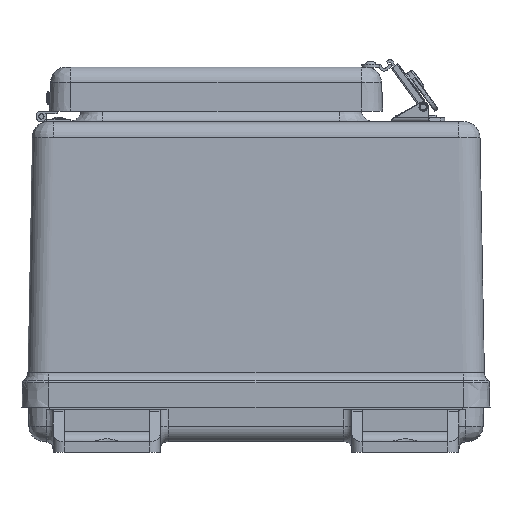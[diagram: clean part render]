
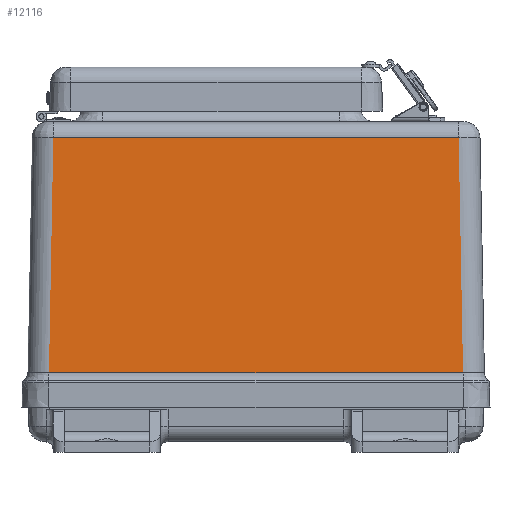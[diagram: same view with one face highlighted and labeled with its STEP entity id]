
A CAD part, front view. The second image highlights one B-rep face of the part: STEP entity #12116.
In plain terms, the highlighted planar face has unit normal (0, -1, 0.019).
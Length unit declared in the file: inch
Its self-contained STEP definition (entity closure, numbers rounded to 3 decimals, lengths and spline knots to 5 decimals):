
#483=LINE($,#18669,#1409);
#504=LINE($,#19252,#1430);
#505=LINE($,#19254,#1431);
#537=LINE($,#19938,#1463);
#538=LINE($,#19939,#1464);
#620=LINE($,#21373,#1546);
#622=LINE($,#21450,#1548);
#623=LINE($,#21451,#1549);
#1409=VECTOR($,#14346,9.70499);
#1430=VECTOR($,#14397,0.01023);
#1431=VECTOR($,#14398,0.00004);
#1463=VECTOR($,#14454,0.00004);
#1464=VECTOR($,#14455,0.01023);
#1546=VECTOR($,#14813,9.50023);
#1548=VECTOR($,#14823,5.50888);
#1549=VECTOR($,#14824,5.50888);
#2429=PLANE($,#12964);
#3059=FACE_OUTER_BOUND($,#3838,.T.);
#3838=EDGE_LOOP($,(#8872,#8873,#8874,#8875,#8876,#8877,#8878,#8879));
#5358=VERTEX_POINT($,#18645);
#5362=VERTEX_POINT($,#18667);
#5388=VERTEX_POINT($,#19251);
#5389=VERTEX_POINT($,#19253);
#5421=VERTEX_POINT($,#19929);
#5422=VERTEX_POINT($,#19937);
#5513=VERTEX_POINT($,#21294);
#5515=VERTEX_POINT($,#21371);
#6529=EDGE_CURVE($,#5362,#5358,#483,.T.);
#6568=EDGE_CURVE($,#5358,#5388,#504,.T.);
#6569=EDGE_CURVE($,#5389,#5388,#505,.T.);
#6622=EDGE_CURVE($,#5422,#5421,#537,.T.);
#6623=EDGE_CURVE($,#5362,#5422,#538,.T.);
#6790=EDGE_CURVE($,#5513,#5515,#620,.T.);
#6794=EDGE_CURVE($,#5515,#5421,#622,.T.);
#6795=EDGE_CURVE($,#5389,#5513,#623,.T.);
#8872=ORIENTED_EDGE($,*,*,#6529,.F.);
#8873=ORIENTED_EDGE($,*,*,#6623,.T.);
#8874=ORIENTED_EDGE($,*,*,#6622,.T.);
#8875=ORIENTED_EDGE($,*,*,#6794,.F.);
#8876=ORIENTED_EDGE($,*,*,#6790,.F.);
#8877=ORIENTED_EDGE($,*,*,#6795,.F.);
#8878=ORIENTED_EDGE($,*,*,#6569,.T.);
#8879=ORIENTED_EDGE($,*,*,#6568,.F.);
#12116=ADVANCED_FACE($,(#3059),#2429,.T.);
#12964=AXIS2_PLACEMENT_3D($,#21449,#14821,#14822);
#14346=DIRECTION($,(-1.,0.,0.));
#14397=DIRECTION($,(0.,0.019,1.));
#14398=DIRECTION($,(1.,0.,0.));
#14454=DIRECTION($,(1.,0.,0.));
#14455=DIRECTION($,(0.,0.019,1.));
#14813=DIRECTION($,(1.,0.,0.));
#14821=DIRECTION('center_axis',(0.,-1.,0.019));
#14822=DIRECTION('ref_axis',(0.,-0.019,-1.));
#14823=DIRECTION($,(0.019,-0.019,-1.));
#14824=DIRECTION($,(0.019,0.019,1.));
#18645=CARTESIAN_POINT('',(-4.85249,-8.17439,-0.01022));
#18667=CARTESIAN_POINT('',(4.85249,-8.17439,-0.01022));
#18669=CARTESIAN_POINT($,(4.85249,-8.17439,-0.01022));
#19251=CARTESIAN_POINT('',(-4.85249,-8.1742,0.));
#19252=CARTESIAN_POINT($,(-4.85249,-8.17439,-0.01022));
#19253=CARTESIAN_POINT('',(-4.85254,-8.1742,0.));
#19254=CARTESIAN_POINT($,(-4.85254,-8.1742,0.));
#19929=CARTESIAN_POINT('',(4.85254,-8.1742,0.));
#19937=CARTESIAN_POINT('',(4.85249,-8.1742,0.));
#19938=CARTESIAN_POINT($,(4.85249,-8.1742,0.));
#19939=CARTESIAN_POINT($,(4.85249,-8.17439,-0.01022));
#21294=CARTESIAN_POINT('',(-4.75011,-8.07178,5.50697));
#21371=CARTESIAN_POINT('',(4.75011,-8.07178,5.50697));
#21373=CARTESIAN_POINT($,(-4.75011,-8.07178,5.50697));
#21449=CARTESIAN_POINT('Origin',(-5.35245,-8.1742,0.));
#21450=CARTESIAN_POINT($,(4.75011,-8.07178,5.50697));
#21451=CARTESIAN_POINT($,(-4.85254,-8.1742,0.));
